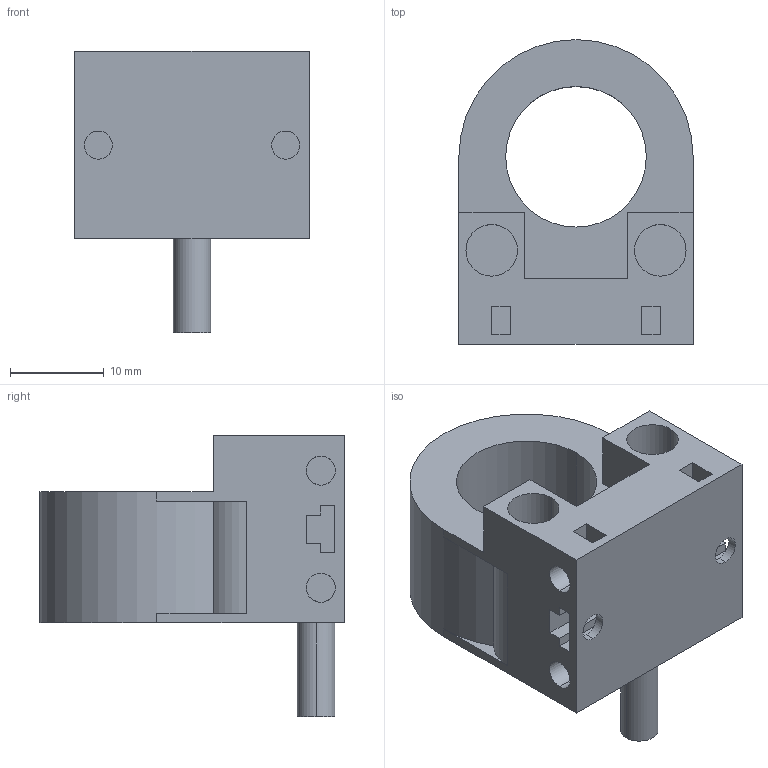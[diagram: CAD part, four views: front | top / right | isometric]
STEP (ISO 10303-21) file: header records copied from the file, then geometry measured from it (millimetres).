
FILE_DESCRIPTION((''),'2;1');
FILE_NAME('R15_D000046A','2006-01-03T',('Pepperl+Fuchs'),('Industriehansa'),'PRO/ENGINEER BY PARAMETRIC TECHNOLOGY CORPORATION, 2005290','PRO/ENGINEER BY PARAMETRIC TECHNOLOGY CORPORATION, 2005290','');
FILE_SCHEMA(('AUTOMOTIVE_DESIGN_CC2 { 1 2 10303 214 -1 1 5 2 }'));
Length unit declared in the file: millimetre
Products named in the file (1): R15_D000046A
Bounding box: 25 x 32.5 x 30 mm (x, y, z)
Volume: 8904.5 mm3; surface area: 4695.6 mm2
Topology: 1 solids, 1 shells, 99 faces, 286 edges, 204 vertices
Faces by surface type: plane 76, cylinder 23
Entity records: 4251 total; most frequent: CARTESIAN_POINT 570, DIRECTION 568, ORIENTED_EDGE 552, PRESENTATION_STYLE_ASSIGNMENT 291, STYLED_ITEM 288, CURVE_STYLE 287, EDGE_CURVE 276, VECTOR 204
